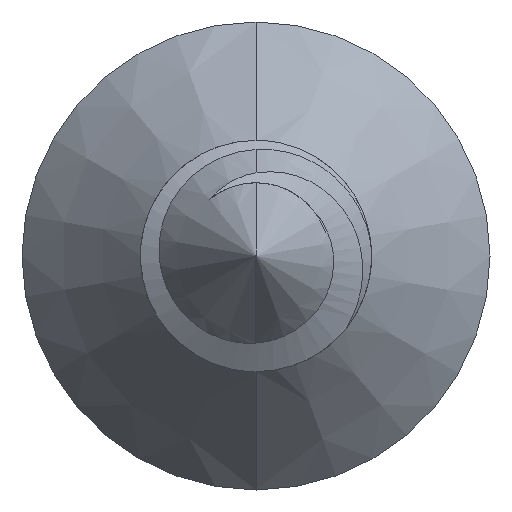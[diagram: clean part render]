
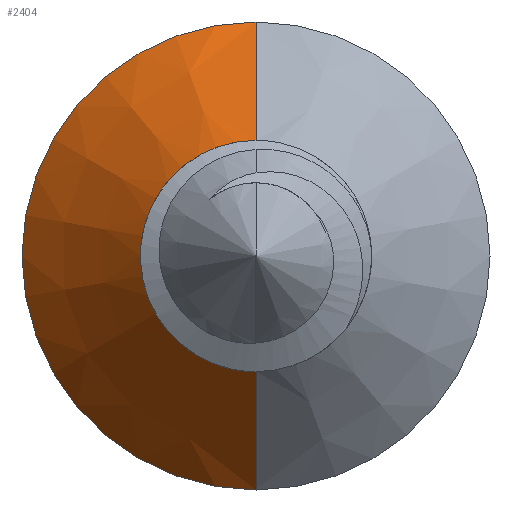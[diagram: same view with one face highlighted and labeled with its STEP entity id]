
A CAD part, front view. The second image highlights one B-rep face of the part: STEP entity #2404.
In plain terms, the highlighted conical face has half-angle 41 degrees and reference radius 4.216 mm.
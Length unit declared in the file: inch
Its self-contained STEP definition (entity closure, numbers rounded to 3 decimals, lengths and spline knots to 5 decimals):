
#65 = ORIENTED_EDGE ( 'NONE', *, *, #2097, .T. ) ;
#78 = AXIS2_PLACEMENT_3D ( 'NONE', #1364, #1066, #1079 ) ;
#140 = FACE_OUTER_BOUND ( 'NONE', #369, .T. ) ;
#161 = VERTEX_POINT ( 'NONE', #3063 ) ;
#192 = LINE ( 'NONE', #1693, #2323 ) ;
#203 = CARTESIAN_POINT ( 'NONE',  ( 0., 0.84663, 0.166 ) ) ;
#208 = ORIENTED_EDGE ( 'NONE', *, *, #509, .T. ) ;
#261 = DIRECTION ( 'NONE',  ( 0., 0.755, 0.656 ) ) ;
#301 = CARTESIAN_POINT ( 'NONE',  ( 0., 0.75, 0. ) ) ;
#369 = EDGE_LOOP ( 'NONE', ( #1130, #208, #1915, #65, #3091 ) ) ;
#429 = CARTESIAN_POINT ( 'NONE',  ( 0., 0.75, -0.082 ) ) ;
#472 = AXIS2_PLACEMENT_3D ( 'NONE', #2086, #1495, #3487 ) ;
#477 = DIRECTION ( 'NONE',  ( 0., 0.755, -0.656 ) ) ;
#486 = DIRECTION ( 'NONE',  ( 0., -1., 0. ) ) ;
#492 = CARTESIAN_POINT ( 'NONE',  ( 0., 0.84663, -0.166 ) ) ;
#509 = EDGE_CURVE ( 'NONE', #2996, #784, #1590, .T. ) ;
#576 = EDGE_CURVE ( 'NONE', #784, #161, #2374, .T. ) ;
#631 = DIRECTION ( 'NONE',  ( 0., 0., 1. ) ) ;
#784 = VERTEX_POINT ( 'NONE', #2474 ) ;
#1066 = DIRECTION ( 'NONE',  ( 0., 1., 0. ) ) ;
#1079 = DIRECTION ( 'NONE',  ( 0., 0., 1. ) ) ;
#1114 = EDGE_CURVE ( 'NONE', #2996, #2333, #1979, .T. ) ;
#1130 = ORIENTED_EDGE ( 'NONE', *, *, #1114, .F. ) ;
#1364 = CARTESIAN_POINT ( 'NONE',  ( 0., 0.84663, 0. ) ) ;
#1420 = VECTOR ( 'NONE', #477, 39.37008 ) ;
#1495 = DIRECTION ( 'NONE',  ( 0., 1., 0. ) ) ;
#1590 = CIRCLE ( 'NONE', #2264, 0.082 ) ;
#1608 = CARTESIAN_POINT ( 'NONE',  ( 0., 0.84663, -0.166 ) ) ;
#1693 = CARTESIAN_POINT ( 'NONE',  ( 0., 0.84663, 0.166 ) ) ;
#1915 = ORIENTED_EDGE ( 'NONE', *, *, #576, .T. ) ;
#1979 = LINE ( 'NONE', #492, #1420 ) ;
#1996 = VERTEX_POINT ( 'NONE', #203 ) ;
#2012 = DIRECTION ( 'NONE',  ( 0., 1., 0. ) ) ;
#2086 = CARTESIAN_POINT ( 'NONE',  ( 0., 0.75, 0. ) ) ;
#2097 = EDGE_CURVE ( 'NONE', #161, #1996, #192, .T. ) ;
#2161 = DIRECTION ( 'NONE',  ( 0., 0., -1. ) ) ;
#2175 = CARTESIAN_POINT ( 'NONE',  ( 0., 0.84663, 0. ) ) ;
#2234 = EDGE_CURVE ( 'NONE', #1996, #2333, #2368, .T. ) ;
#2264 = AXIS2_PLACEMENT_3D ( 'NONE', #301, #2012, #631 ) ;
#2323 = VECTOR ( 'NONE', #261, 39.37008 ) ;
#2333 = VERTEX_POINT ( 'NONE', #1608 ) ;
#2368 = CIRCLE ( 'NONE', #2637, 0.166 ) ;
#2374 = CIRCLE ( 'NONE', #472, 0.082 ) ;
#2404 = ADVANCED_FACE ( 'NONE', ( #140 ), #3246, .T. ) ;
#2474 = CARTESIAN_POINT ( 'NONE',  ( -0.082, 0.75, 0. ) ) ;
#2637 = AXIS2_PLACEMENT_3D ( 'NONE', #2175, #486, #2161 ) ;
#2996 = VERTEX_POINT ( 'NONE', #429 ) ;
#3063 = CARTESIAN_POINT ( 'NONE',  ( 0., 0.75, 0.082 ) ) ;
#3091 = ORIENTED_EDGE ( 'NONE', *, *, #2234, .T. ) ;
#3246 = CONICAL_SURFACE ( 'NONE', #78, 0.166, 0.716 ) ;
#3487 = DIRECTION ( 'NONE',  ( 0., 0., 1. ) ) ;
